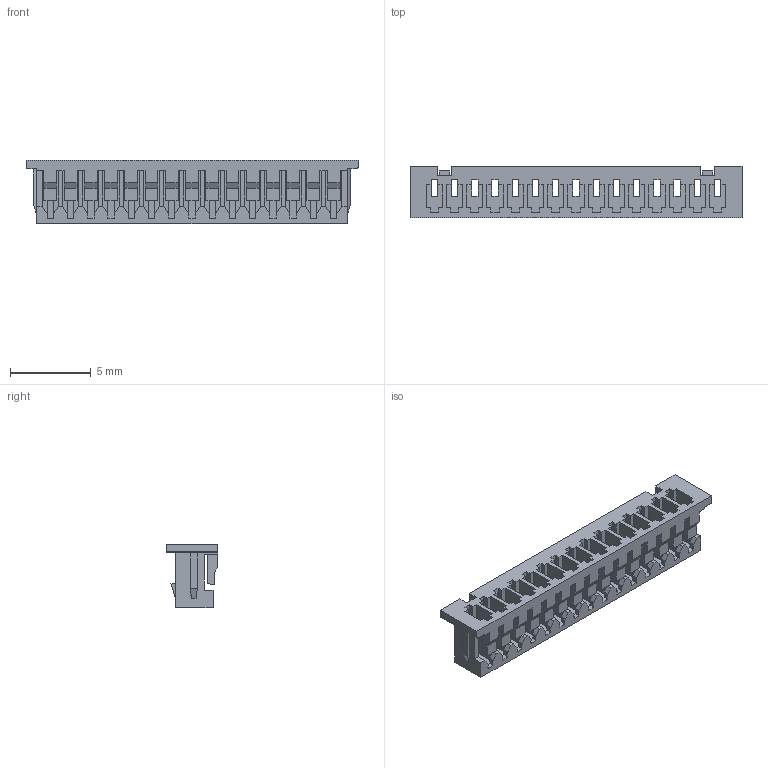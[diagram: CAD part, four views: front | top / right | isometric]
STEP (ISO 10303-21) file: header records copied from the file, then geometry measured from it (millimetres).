
FILE_DESCRIPTION(/* description */ ('Unknown'),/* implementation_level */ '2;1');
FILE_NAME(/* name */ '653015113322',/* time_stamp */ '2018-06-01T10:45:35+02:00',/* author */ ('Unknown'),/* organization */ ('Unknown'),/* preprocessor_version */ 'ST-DEVELOPER v16.7',/* originating_system */ 'DEX',/* authorisation */ $);
FILE_SCHEMA (('AUTOMOTIVE_DESIGN {1 0 10303 214 3 1 1}'));
Length unit declared in the file: millimetre
Products named in the file (2): 6530xx113322; 653015113322
Assembly tree (1 placements, depth 2):
  6530xx113322
    653015113322
Bounding box: 20.5 x 3.2 x 3.95 mm (x, y, z)
Volume: 89.8 mm3; surface area: 613.7 mm2
Topology: 1 solids, 1 shells, 583 faces, 1810 edges, 1186 vertices
Faces by surface type: plane 578, cylinder 5
Entity records: 19805 total; most frequent: ORIENTED_EDGE 3620, CARTESIAN_POINT 3581, DIRECTION 2988, EDGE_CURVE 1810, LINE 1802, VECTOR 1802, VERTEX_POINT 1186, EDGE_LOOP 600
